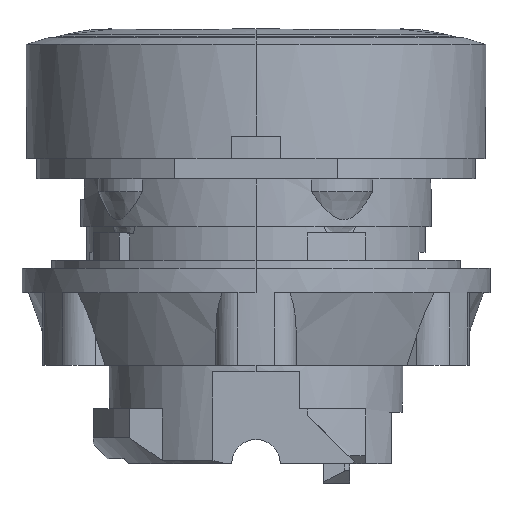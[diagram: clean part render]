
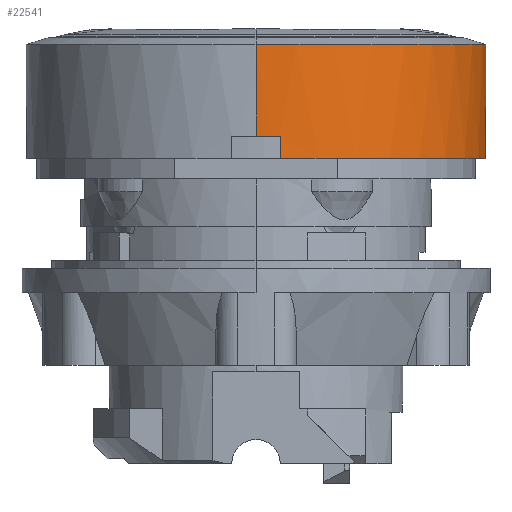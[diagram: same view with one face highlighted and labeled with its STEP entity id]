
A CAD part, left-side view. The second image highlights one B-rep face of the part: STEP entity #22541.
In plain terms, the highlighted cylindrical face has radius 14.25 mm (diameter 28.5 mm), a partial arc.
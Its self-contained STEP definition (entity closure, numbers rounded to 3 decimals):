
#19090=CARTESIAN_POINT('',(0.,1.,0.));
#19091=DIRECTION('',(0.,1.,0.));
#19092=DIRECTION('',(-0.994,0.,0.105));
#19093=AXIS2_PLACEMENT_3D('',#19090,#19091,#19092);
#19903=CARTESIAN_POINT('',(0.,8.083,0.));
#19904=DIRECTION('',(0.,1.,0.));
#19905=DIRECTION('',(-1.,0.,0.));
#19906=AXIS2_PLACEMENT_3D('',#19903,#19904,#19905);
#19918=DIRECTION('',(0.,-1.,0.));
#19919=VECTOR('',#19918,5.683);
#19920=CARTESIAN_POINT('',(-14.25,8.083,0.));
#19921=LINE('',#19920,#19919);
#19922=DIRECTION('',(0.,-1.,0.));
#19923=VECTOR('',#19922,5.683);
#19924=CARTESIAN_POINT('',(14.25,8.083,0.));
#19925=LINE('',#19924,#19923);
#19931=CARTESIAN_POINT('',(0.,2.4,0.));
#19932=DIRECTION('',(0.,1.,0.));
#19933=DIRECTION('',(-1.,0.,0.));
#19934=AXIS2_PLACEMENT_3D('',#19931,#19932,#19933);
#19954=CARTESIAN_POINT('',(0.,2.4,0.));
#19955=DIRECTION('',(0.,1.,0.));
#19956=DIRECTION('',(0.994,0.,0.105));
#19957=AXIS2_PLACEMENT_3D('',#19954,#19955,#19956);
#19977=DIRECTION('',(0.,1.,0.));
#19978=VECTOR('',#19977,1.4);
#19979=CARTESIAN_POINT('',(-14.171,1.,1.5));
#19980=LINE('',#19979,#19978);
#20005=DIRECTION('',(0.,1.,0.));
#20006=VECTOR('',#20005,1.4);
#20007=CARTESIAN_POINT('',(14.171,1.,1.5));
#20008=LINE('',#20007,#20006);
#21175=CARTESIAN_POINT('',(-14.25,2.4,0.));
#21176=CARTESIAN_POINT('',(-14.171,2.4,1.5));
#21177=VERTEX_POINT('',#21175);
#21178=VERTEX_POINT('',#21176);
#21179=CARTESIAN_POINT('',(14.171,2.4,1.5));
#21180=CARTESIAN_POINT('',(14.25,2.4,0.));
#21181=VERTEX_POINT('',#21179);
#21182=VERTEX_POINT('',#21180);
#21183=CARTESIAN_POINT('',(14.171,1.,1.5));
#21184=VERTEX_POINT('',#21183);
#21185=CARTESIAN_POINT('',(-14.171,1.,1.5));
#21186=VERTEX_POINT('',#21185);
#21319=CARTESIAN_POINT('',(-14.25,8.083,0.));
#21320=CARTESIAN_POINT('',(14.25,8.083,0.));
#21321=VERTEX_POINT('',#21319);
#21322=VERTEX_POINT('',#21320);
#22520=CARTESIAN_POINT('',(0.,-19.245,0.));
#22521=DIRECTION('',(0.,1.,0.));
#22522=DIRECTION('',(1.,0.,0.));
#22523=AXIS2_PLACEMENT_3D('',#22520,#22521,#22522);
#22524=CYLINDRICAL_SURFACE('',#22523,14.25);
#22525=ORIENTED_EDGE('',*,*,#22510,.T.);
#22527=ORIENTED_EDGE('',*,*,#22526,.T.);
#22529=ORIENTED_EDGE('',*,*,#22528,.F.);
#22531=ORIENTED_EDGE('',*,*,#22530,.F.);
#22532=ORIENTED_EDGE('',*,*,#21515,.F.);
#22534=ORIENTED_EDGE('',*,*,#22533,.T.);
#22536=ORIENTED_EDGE('',*,*,#22535,.F.);
#22538=ORIENTED_EDGE('',*,*,#22537,.F.);
#22539=EDGE_LOOP('',(#22525,#22527,#22529,#22531,#22532,#22534,#22536,#22538));
#22540=FACE_OUTER_BOUND('',#22539,.F.);
#19094=CIRCLE('',#19093,14.25);
#19907=CIRCLE('',#19906,14.25);
#19935=CIRCLE('',#19934,14.25);
#19958=CIRCLE('',#19957,14.25);
#21515=EDGE_CURVE('',#21186,#21184,#19094,.T.);
#22510=EDGE_CURVE('',#21321,#21322,#19907,.T.);
#22526=EDGE_CURVE('',#21322,#21182,#19925,.T.);
#22528=EDGE_CURVE('',#21181,#21182,#19958,.T.);
#22530=EDGE_CURVE('',#21184,#21181,#20008,.T.);
#22533=EDGE_CURVE('',#21186,#21178,#19980,.T.);
#22535=EDGE_CURVE('',#21177,#21178,#19935,.T.);
#22537=EDGE_CURVE('',#21321,#21177,#19921,.T.);
#22541=ADVANCED_FACE('',(#22540),#22524,.T.);
